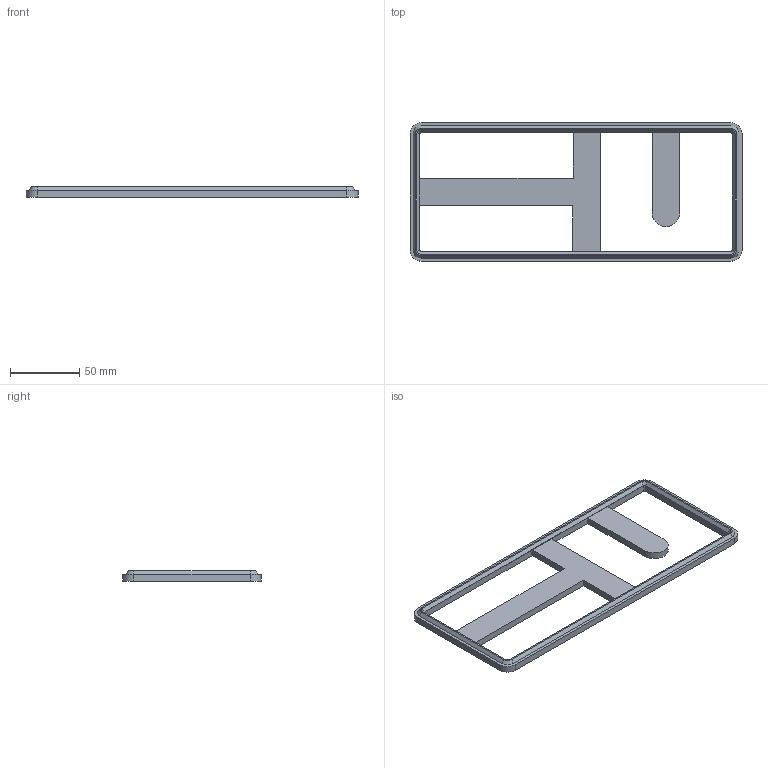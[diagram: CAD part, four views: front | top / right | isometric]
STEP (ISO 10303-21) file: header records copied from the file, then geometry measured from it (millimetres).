
FILE_DESCRIPTION(/* description */ (''),/* implementation_level */ '2;1');
FILE_NAME(/* name */ 'groud_plate v42.step',/* time_stamp */ '2025-07-05T04:36:51+02:00',/* author */ (''),/* organization */ (''),/* preprocessor_version */ 'ST-DEVELOPER v20.1',/* originating_system */ 'Autodesk Translation Framework v14.10.0.0',/* authorisation */ '');
FILE_SCHEMA (('AUTOMOTIVE_DESIGN { 1 0 10303 214 3 1 1 }'));
Length unit declared in the file: millimetre
Products named in the file (1): groud_plate
Bounding box: 240 x 100 x 7.5 mm (x, y, z)
Volume: 53036.7 mm3; surface area: 35910.7 mm2
Topology: 3 solids, 3 shells, 54 faces, 144 edges, 94 vertices
Faces by surface type: plane 37, cylinder 9, cone 8
Entity records: 1721 total; most frequent: CARTESIAN_POINT 293, ORIENTED_EDGE 288, DIRECTION 288, EDGE_CURVE 144, LINE 110, VECTOR 110, VERTEX_POINT 94, AXIS2_PLACEMENT_3D 89
